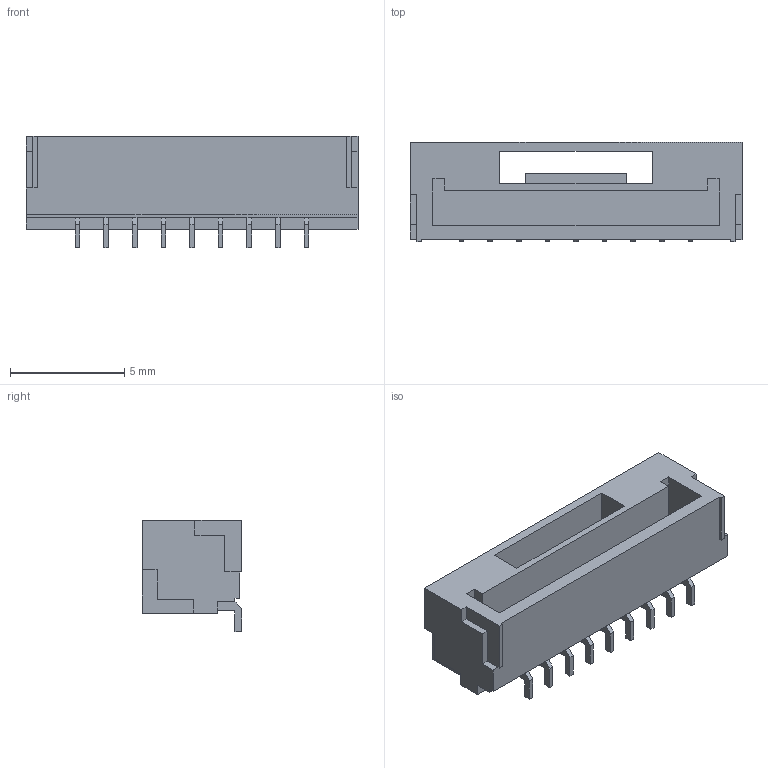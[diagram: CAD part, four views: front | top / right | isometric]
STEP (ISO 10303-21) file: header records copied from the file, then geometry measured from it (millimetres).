
FILE_DESCRIPTION (( 'STEP AP214' ), '1' );
FILE_NAME ('SM09B-GHS-TB.STEP', '2017-06-28T07:52:07', ( '' ), ( '' ), 'SwSTEP 2.0', 'SolidWorks 2012', '' );
FILE_SCHEMA (( 'AUTOMOTIVE_DESIGN' ));
Length unit declared in the file: millimetre
Products named in the file (1): SM09B-GHS-TB
Bounding box: 14.5 x 4.35 x 4.85 mm (x, y, z)
Volume: 152.6 mm3; surface area: 420.5 mm2
Topology: 1 solids, 1 shells, 126 faces, 346 edges, 224 vertices
Faces by surface type: plane 126
Entity records: 4533 total; most frequent: CARTESIAN_POINT 697, ORIENTED_EDGE 692, DIRECTION 600, EDGE_CURVE 346, LINE 346, VECTOR 346, VERTEX_POINT 224, EDGE_LOOP 130
